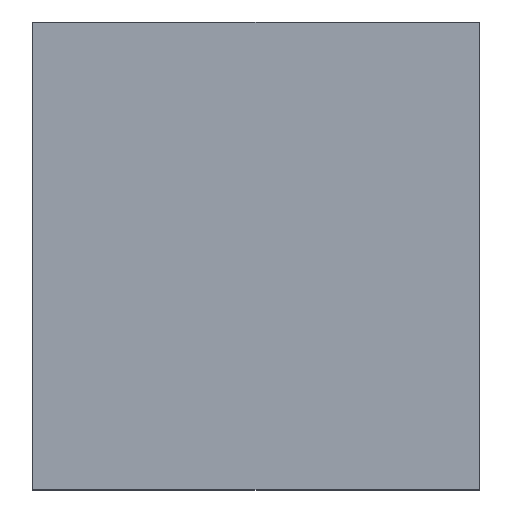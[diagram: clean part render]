
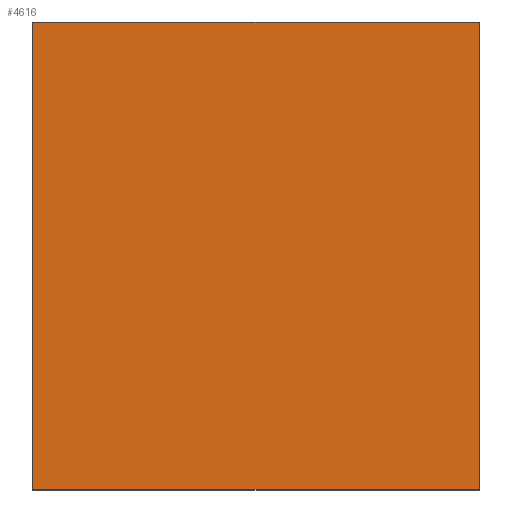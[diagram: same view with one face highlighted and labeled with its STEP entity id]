
A CAD part, top view. The second image highlights one B-rep face of the part: STEP entity #4616.
In plain terms, the highlighted planar face has unit normal (0, 0, 1).
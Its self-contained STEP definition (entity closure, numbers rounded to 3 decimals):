
#1717=ORIENTED_EDGE('',*,*,#2377,.T.);
#1718=ORIENTED_EDGE('',*,*,#2381,.T.);
#1719=ORIENTED_EDGE('',*,*,#2384,.T.);
#1720=ORIENTED_EDGE('',*,*,#2386,.T.);
#2377=EDGE_CURVE('',#2824,#2823,#3218,.T.);
#2381=EDGE_CURVE('',#2823,#2826,#3222,.T.);
#2384=EDGE_CURVE('',#2826,#2828,#3225,.T.);
#2386=EDGE_CURVE('',#2828,#2824,#3227,.T.);
#2823=VERTEX_POINT('',#9063);
#2824=VERTEX_POINT('',#9065);
#2826=VERTEX_POINT('',#9071);
#2828=VERTEX_POINT('',#9077);
#3218=LINE('',#9064,#3617);
#3222=LINE('',#9072,#3621);
#3225=LINE('',#9078,#3624);
#3227=LINE('',#9081,#3626);
#3617=VECTOR('',#6764,1000.);
#3621=VECTOR('',#6770,1000.);
#3624=VECTOR('',#6775,1000.);
#3626=VECTOR('',#6779,1000.);
#3909=EDGE_LOOP('',(#1717,#1718,#1719,#1720));
#4193=FACE_BOUND('',#3909,.T.);
#4366=PLANE('',#5644);
#4616=ADVANCED_FACE('',(#4193),#4366,.T.);
#5644=AXIS2_PLACEMENT_3D('',#9082,#6780,#6781);
#6764=DIRECTION('',(0.,-1.,0.));
#6770=DIRECTION('',(1.,0.,0.));
#6775=DIRECTION('',(0.,1.,0.));
#6779=DIRECTION('',(-1.,0.,0.));
#6780=DIRECTION('',(0.,0.,1.));
#6781=DIRECTION('',(1.,0.,0.));
#9063=CARTESIAN_POINT('',(-3.1,-3.25,3.3));
#9064=CARTESIAN_POINT('',(-3.1,3.25,3.3));
#9065=CARTESIAN_POINT('',(-3.1,3.25,3.3));
#9071=CARTESIAN_POINT('',(3.1,-3.25,3.3));
#9072=CARTESIAN_POINT('',(-3.1,-3.25,3.3));
#9077=CARTESIAN_POINT('',(3.1,3.25,3.3));
#9078=CARTESIAN_POINT('',(3.1,-3.25,3.3));
#9081=CARTESIAN_POINT('',(3.1,3.25,3.3));
#9082=CARTESIAN_POINT('',(0.,0.,3.3));
